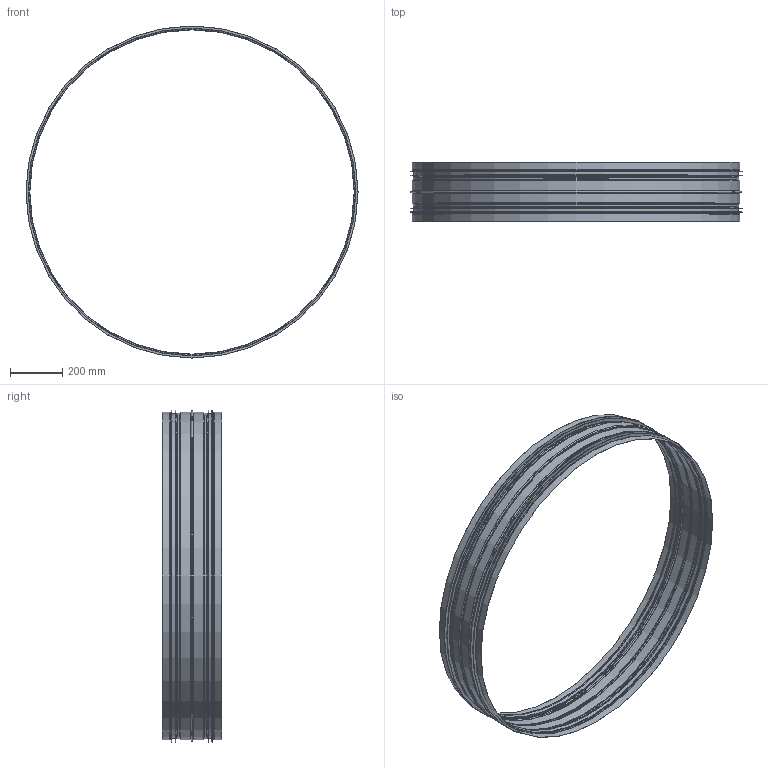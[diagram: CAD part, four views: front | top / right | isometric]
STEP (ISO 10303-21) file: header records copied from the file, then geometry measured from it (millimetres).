
FILE_DESCRIPTION(/* description */ ('Rörämne Nippel'),/* implementation_level */ '2;1');
FILE_NAME(/* name */ 'HI-1250.stp',/* time_stamp */ '2015-06-01T14:22:33+02:00',/* author */ ('John'),/* organization */ (''),/* preprocessor_version */ 'ST-DEVELOPER v15.6',/* originating_system */ 'Autodesk Inventor 2015',/* authorisation */ '');
FILE_SCHEMA (('AUTOMOTIVE_DESIGN { 1 0 10303 214 3 1 1 }'));
Length unit declared in the file: millimetre
Products named in the file (3): HIRörämne-1250; U-list-1250; HI-1250
Assembly tree (3 placements, depth 2):
  HI-1250
    HIRörämne-1250
    U-list-1250  x2
Bounding box: 1265.65 x 225 x 1265.65 mm (x, y, z)
Volume: 1019523.4 mm3; surface area: 2709329.2 mm2
Topology: 3 solids, 3 shells, 162 faces, 312 edges, 164 vertices
Faces by surface type: plane 76, torus 42, cylinder 28, cone 16
Full cylindrical faces by diameter (mm): 1236.05 x2, 1237.05 x4, 1239.65 x6, 1240.85 x2, 1241.85 x2, 1248.05 x4, 1249.05 x4, 1265.65 x4
Entity records: 3622 total; most frequent: DIRECTION 712, CARTESIAN_POINT 566, ORIENTED_EDGE 540, AXIS2_PLACEMENT_3D 292, EDGE_CURVE 270, EDGE_LOOP 162, VERTEX_POINT 146, FACE_OUTER_BOUND 144
